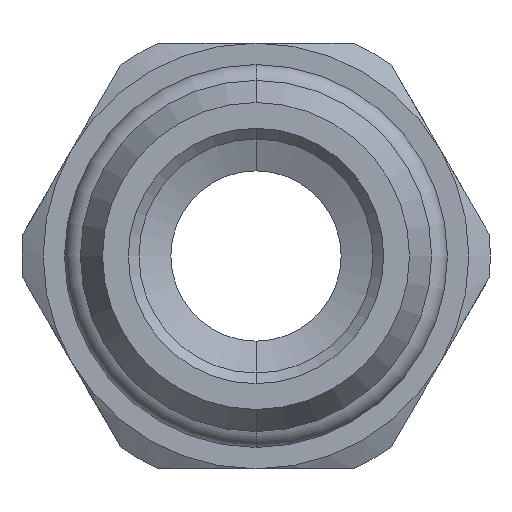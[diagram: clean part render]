
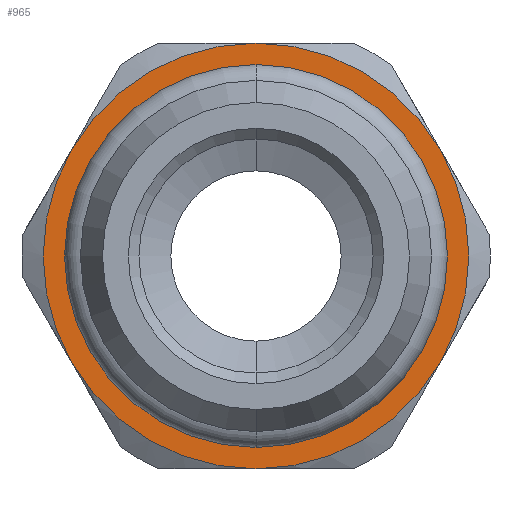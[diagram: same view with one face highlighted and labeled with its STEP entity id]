
A CAD part, front view. The second image highlights one B-rep face of the part: STEP entity #965.
In plain terms, the highlighted planar face has unit normal (0, -1, 0).
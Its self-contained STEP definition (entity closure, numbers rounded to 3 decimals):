
#7 = CIRCLE ( 'NONE', #83, 10. ) ;
#14 = DIRECTION ( 'NONE',  ( 0., 0., -1. ) ) ;
#81 = DIRECTION ( 'NONE',  ( 0., -1., 0. ) ) ;
#82 = CARTESIAN_POINT ( 'NONE',  ( 0., 7., 0. ) ) ;
#83 = AXIS2_PLACEMENT_3D ( 'NONE', #82, #81, #14 ) ;
#173 = DIRECTION ( 'NONE',  ( 0., 0., -1. ) ) ;
#180 = DIRECTION ( 'NONE',  ( 0., 1., 0. ) ) ;
#181 = CARTESIAN_POINT ( 'NONE',  ( 0., 7., 0. ) ) ;
#182 = AXIS2_PLACEMENT_3D ( 'NONE', #181, #180, #173 ) ;
#183 = CIRCLE ( 'NONE', #182, 8.995 ) ;
#224 = CIRCLE ( 'NONE', #230, 8.995 ) ;
#228 = DIRECTION ( 'NONE',  ( 0., 1., 0. ) ) ;
#229 = CARTESIAN_POINT ( 'NONE',  ( 0., 7., 0. ) ) ;
#230 = AXIS2_PLACEMENT_3D ( 'NONE', #229, #228, #232 ) ;
#232 = DIRECTION ( 'NONE',  ( 0., 0., -1. ) ) ;
#872 = EDGE_CURVE ( 'NONE', #873, #878, #1555, .T. ) ;
#873 = VERTEX_POINT ( 'NONE', #1579 ) ;
#878 = VERTEX_POINT ( 'NONE', #1549 ) ;
#902 = ORIENTED_EDGE ( 'NONE', *, *, #872, .T. ) ;
#910 = VERTEX_POINT ( 'NONE', #1618 ) ;
#939 = VERTEX_POINT ( 'NONE', #1719 ) ;
#965 = ADVANCED_FACE ( 'NONE', ( #1688, #1687 ), #1686, .T. ) ;
#1028 = ORIENTED_EDGE ( 'NONE', *, *, #1078, .T. ) ;
#1034 = ORIENTED_EDGE ( 'NONE', *, *, #1102, .T. ) ;
#1068 = ORIENTED_EDGE ( 'NONE', *, *, #1069, .T. ) ;
#1069 = EDGE_CURVE ( 'NONE', #878, #873, #7, .T. ) ;
#1070 = EDGE_LOOP ( 'NONE', ( #1028, #1034 ) ) ;
#1077 = EDGE_LOOP ( 'NONE', ( #902, #1068 ) ) ;
#1078 = EDGE_CURVE ( 'NONE', #939, #910, #183, .T. ) ;
#1102 = EDGE_CURVE ( 'NONE', #910, #939, #224, .T. ) ;
#1549 = CARTESIAN_POINT ( 'NONE',  ( 0., 7., 10. ) ) ;
#1554 = AXIS2_PLACEMENT_3D ( 'NONE', #1562, #1605, #1556 ) ;
#1555 = CIRCLE ( 'NONE', #1554, 10. ) ;
#1556 = DIRECTION ( 'NONE',  ( 0., 0., -1. ) ) ;
#1562 = CARTESIAN_POINT ( 'NONE',  ( 0., 7., 0. ) ) ;
#1579 = CARTESIAN_POINT ( 'NONE',  ( 0., 7., -10. ) ) ;
#1605 = DIRECTION ( 'NONE',  ( 0., -1., 0. ) ) ;
#1618 = CARTESIAN_POINT ( 'NONE',  ( 0., 7., 8.995 ) ) ;
#1682 = DIRECTION ( 'NONE',  ( 0., 0., -1. ) ) ;
#1683 = DIRECTION ( 'NONE',  ( 0., -1., 0. ) ) ;
#1684 = CARTESIAN_POINT ( 'NONE',  ( 9.5, 7., 0. ) ) ;
#1685 = AXIS2_PLACEMENT_3D ( 'NONE', #1684, #1683, #1682 ) ;
#1686 = PLANE ( 'NONE',  #1685 ) ;
#1687 = FACE_BOUND ( 'NONE', #1070, .T. ) ;
#1688 = FACE_OUTER_BOUND ( 'NONE', #1077, .T. ) ;
#1719 = CARTESIAN_POINT ( 'NONE',  ( 0., 7., -8.995 ) ) ;
